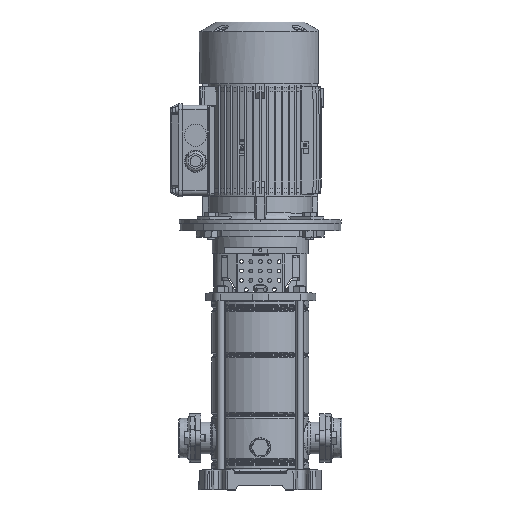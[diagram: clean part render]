
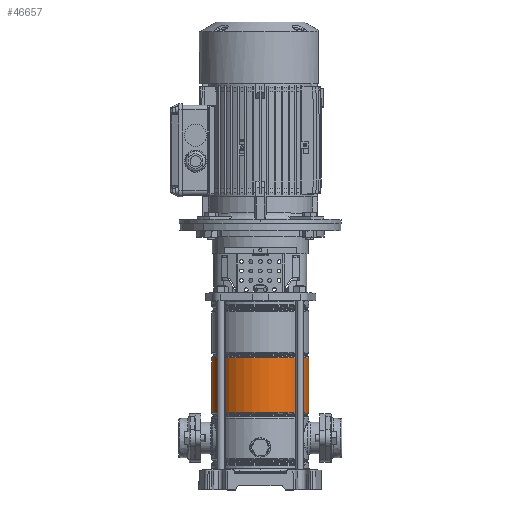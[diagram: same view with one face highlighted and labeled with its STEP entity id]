
A CAD part, top view. The second image highlights one B-rep face of the part: STEP entity #46657.
In plain terms, the highlighted cylindrical face has radius 74.9 mm (diameter 149.8 mm), a partial arc.
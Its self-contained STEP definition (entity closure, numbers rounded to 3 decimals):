
#1018 = ORIENTED_EDGE ( 'NONE', *, *, #34967, .T. ) ;
#4722 = DIRECTION ( 'NONE',  ( -1., 0., 0. ) ) ;
#9576 = CARTESIAN_POINT ( 'NONE',  ( -74.9, 0., 171.221 ) ) ;
#9942 = CARTESIAN_POINT ( 'NONE',  ( 74.9, 0., 171.221 ) ) ;
#10422 = VECTOR ( 'NONE', #55050, 1000. ) ;
#12307 = AXIS2_PLACEMENT_3D ( 'NONE', #12890, #49822, #54683 ) ;
#12890 = CARTESIAN_POINT ( 'NONE',  ( 0., 0., 171.221 ) ) ;
#13566 = CIRCLE ( 'NONE', #12307, 74.9 ) ;
#14601 = CARTESIAN_POINT ( 'NONE',  ( 0., 0., 0. ) ) ;
#18676 = VECTOR ( 'NONE', #57049, 1000. ) ;
#19487 = CARTESIAN_POINT ( 'NONE',  ( 74.9, 0., 86.779 ) ) ;
#19688 = EDGE_CURVE ( 'NONE', #27542, #42509, #75373, .T. ) ;
#20562 = EDGE_CURVE ( 'NONE', #67717, #27542, #13566, .T. ) ;
#21064 = FACE_OUTER_BOUND ( 'NONE', #72689, .T. ) ;
#21840 = CIRCLE ( 'NONE', #28347, 74.9 ) ;
#27542 = VERTEX_POINT ( 'NONE', #9576 ) ;
#27567 = ORIENTED_EDGE ( 'NONE', *, *, #19688, .T. ) ;
#28347 = AXIS2_PLACEMENT_3D ( 'NONE', #70933, #28726, #71772 ) ;
#28726 = DIRECTION ( 'NONE',  ( 0., 0., 1. ) ) ;
#29092 = LINE ( 'NONE', #36401, #10422 ) ;
#30684 = VERTEX_POINT ( 'NONE', #19487 ) ;
#34967 = EDGE_CURVE ( 'NONE', #42509, #30684, #21840, .T. ) ;
#35580 = CYLINDRICAL_SURFACE ( 'NONE', #41602, 74.9 ) ;
#36401 = CARTESIAN_POINT ( 'NONE',  ( 74.9, 0., 0. ) ) ;
#38039 = CARTESIAN_POINT ( 'NONE',  ( -74.9, 0., 0. ) ) ;
#41602 = AXIS2_PLACEMENT_3D ( 'NONE', #14601, #78566, #4722 ) ;
#42509 = VERTEX_POINT ( 'NONE', #68278 ) ;
#44133 = ORIENTED_EDGE ( 'NONE', *, *, #20562, .T. ) ;
#46657 = ADVANCED_FACE ( 'NONE', ( #21064 ), #35580, .T. ) ;
#49822 = DIRECTION ( 'NONE',  ( 0., 0., -1. ) ) ;
#54683 = DIRECTION ( 'NONE',  ( 1., 0., 0. ) ) ;
#55050 = DIRECTION ( 'NONE',  ( 0., 0., -1. ) ) ;
#57049 = DIRECTION ( 'NONE',  ( 0., 0., -1. ) ) ;
#67443 = EDGE_CURVE ( 'NONE', #67717, #30684, #29092, .T. ) ;
#67717 = VERTEX_POINT ( 'NONE', #9942 ) ;
#68278 = CARTESIAN_POINT ( 'NONE',  ( -74.9, 0., 86.779 ) ) ;
#70933 = CARTESIAN_POINT ( 'NONE',  ( 0., 0., 86.779 ) ) ;
#71772 = DIRECTION ( 'NONE',  ( 1., 0., 0. ) ) ;
#72689 = EDGE_LOOP ( 'NONE', ( #79526, #44133, #27567, #1018 ) ) ;
#75373 = LINE ( 'NONE', #38039, #18676 ) ;
#78566 = DIRECTION ( 'NONE',  ( 0., 0., -1. ) ) ;
#79526 = ORIENTED_EDGE ( 'NONE', *, *, #67443, .F. ) ;
